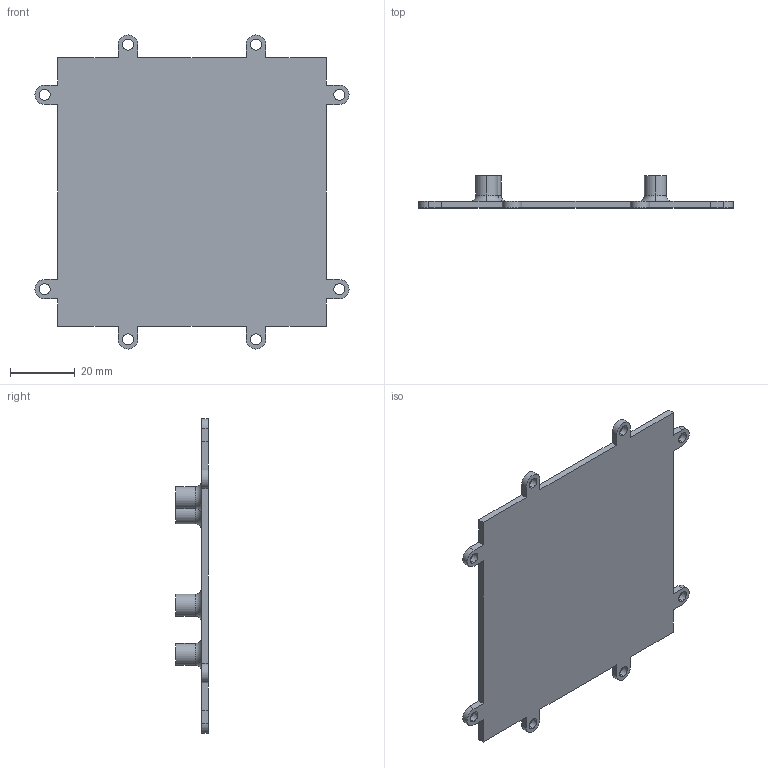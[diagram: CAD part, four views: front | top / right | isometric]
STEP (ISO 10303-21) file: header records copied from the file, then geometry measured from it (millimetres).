
FILE_DESCRIPTION (( 'STEP AP203' ), '1' );
FILE_NAME ('Ñòåíêà òèï1.STEP', '2026-02-07T10:26:54', ( '' ), ( '' ), 'SwSTEP 2.0', 'SolidWorks 2024', '' );
FILE_SCHEMA (( 'CONFIG_CONTROL_DESIGN' ));
Length unit declared in the file: millimetre
Products named in the file (1): Стенка тип1
Bounding box: 97 x 10 x 97 mm (x, y, z)
Volume: 15291 mm3; surface area: 16159.5 mm2
Topology: 1 solids, 1 shells, 88 faces, 226 edges, 148 vertices
Faces by surface type: cylinder 42, plane 38, torus 8
Entity records: 2815 total; most frequent: DIRECTION 504, CARTESIAN_POINT 463, ORIENTED_EDGE 452, EDGE_CURVE 226, AXIS2_PLACEMENT_3D 189, VERTEX_POINT 148, VECTOR 126, LINE 126
